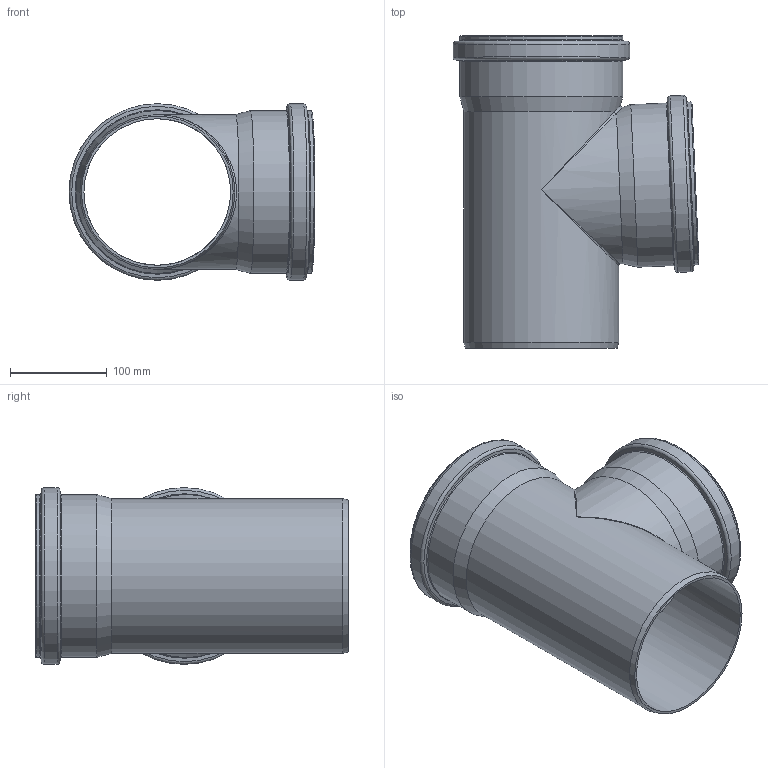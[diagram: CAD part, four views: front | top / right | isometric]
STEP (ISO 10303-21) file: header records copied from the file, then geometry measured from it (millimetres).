
FILE_DESCRIPTION(/* description */ (''),/* implementation_level */ '2;1');
FILE_NAME(/* name */ '177400 HTsafeEA DN_OD 160_160_87°.stp',/* time_stamp */ '2017-03-13T12:22:07+01:00',/* author */ ('user1'),/* organization */ (''),/* preprocessor_version */ 'ST-DEVELOPER v16.1',/* originating_system */ 'Autodesk Inventor 2016',/* authorisation */ '');
FILE_SCHEMA (('AUTOMOTIVE_DESIGN { 1 0 10303 214 3 1 1 }'));
Length unit declared in the file: millimetre
Products named in the file (1): 177400 HTsafeEA DN_OD 160_160_87°
Bounding box: 254.88 x 324 x 183 mm (x, y, z)
Volume: 821396.4 mm3; surface area: 415979.5 mm2
Topology: 1 solids, 1 shells, 60 faces, 130 edges, 70 vertices
Faces by surface type: torus 20, cylinder 18, cone 13, plane 5, bspline 4
Full cylindrical faces by diameter (mm): 152 x2, 160.4 x1, 161.2 x2, 161.3 x4, 168.6 x2, 168.7 x2, 175.6 x2, 183 x2
Entity records: 1558 total; most frequent: CARTESIAN_POINT 469, DIRECTION 240, ORIENTED_EDGE 142, AXIS2_PLACEMENT_3D 120, EDGE_LOOP 116, EDGE_CURVE 71, VERTEX_POINT 65, FACE_OUTER_BOUND 60
